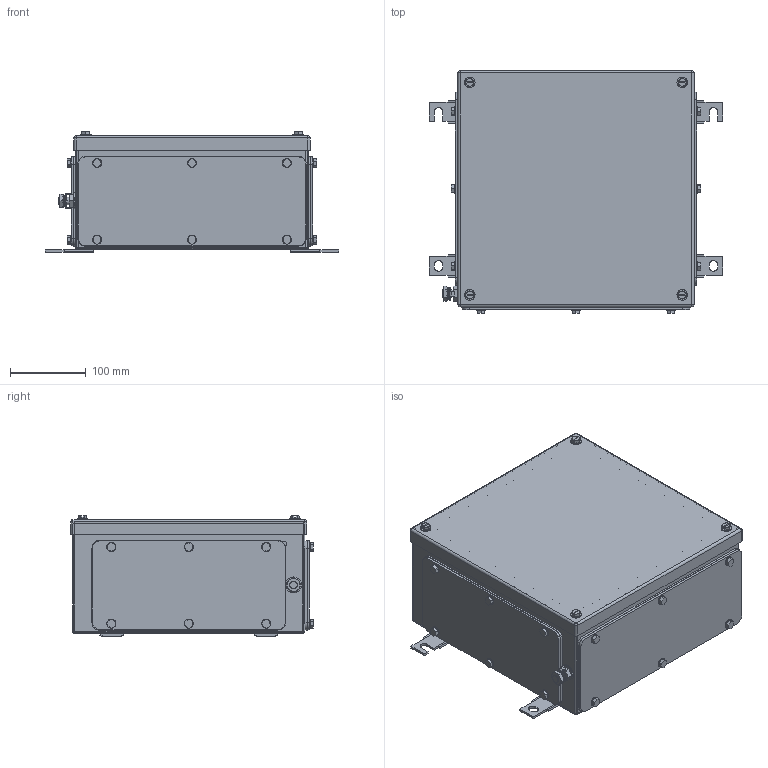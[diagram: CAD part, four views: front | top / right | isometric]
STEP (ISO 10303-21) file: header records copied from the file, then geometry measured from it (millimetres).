
FILE_DESCRIPTION(('CATIA V5 STEP Exchange','CAx-IF Rec.Pracs.--- Model Styling and Organization---1.4--- 2014-01-23'),'2;1');
FILE_NAME ('008622-4_2_1195830000_1195830000.stp','2019-09-24T12:15:11+00:00',('none'),('Weidmueller'),'CATIA Version 5-6 Release 2016 SP3 HF44','CATIA V5 STEP AP214','none');
FILE_SCHEMA(('AUTOMOTIVE_DESIGN { 1 0 10303 214 1 1 1 1 }'));
Length unit declared in the file: millimetre
Products named in the file (1): Product7_AllCATPart
Bounding box: 387 x 319.5 x 158.5 mm (x, y, z)
Volume: 1014246.8 mm3; surface area: 1069823.1 mm2
Topology: 78 solids, 78 shells, 1656 faces, 3792 edges, 2350 vertices
Faces by surface type: cylinder 686, plane 604, cone 320, torus 30, sphere 16
Entity records: 43985 total; most frequent: CARTESIAN_POINT 9100, ORIENTED_EDGE 7448, DIRECTION 5803, EDGE_CURVE 3724, AXIS2_PLACEMENT_3D 2730, VERTEX_POINT 2350, EDGE_LOOP 1954, VECTOR 1906
